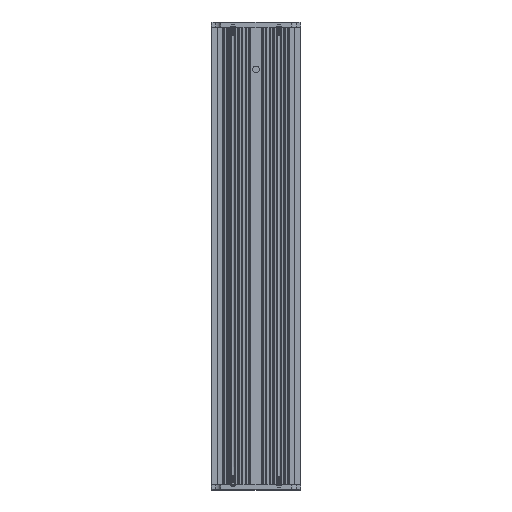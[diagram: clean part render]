
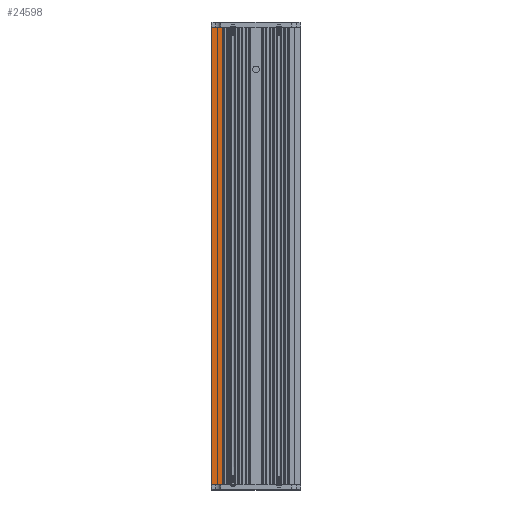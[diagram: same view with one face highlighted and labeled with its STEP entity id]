
A CAD part, front view. The second image highlights one B-rep face of the part: STEP entity #24598.
In plain terms, the highlighted planar face has unit normal (0, -1, 0).
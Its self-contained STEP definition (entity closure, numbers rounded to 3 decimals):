
#1557=LINE('',#45332,#3551);
#2011=LINE('',#47684,#4005);
#2184=LINE('',#48615,#4178);
#2186=LINE('',#48618,#4180);
#3551=VECTOR('',#29950,7.271);
#4005=VECTOR('',#31958,7.271);
#4178=VECTOR('',#32757,306.);
#4180=VECTOR('',#32761,306.);
#5444=FACE_OUTER_BOUND('',#6757,.T.);
#6757=EDGE_LOOP('',(#18739,#18740,#18741,#18742));
#9962=VERTEX_POINT('',#45329);
#9963=VERTEX_POINT('',#45331);
#11083=VERTEX_POINT('',#47681);
#11084=VERTEX_POINT('',#47683);
#12633=EDGE_CURVE('',#9962,#9963,#1557,.T.);
#13802=EDGE_CURVE('',#11083,#11084,#2011,.T.);
#14269=EDGE_CURVE('',#11084,#9962,#2184,.T.);
#14271=EDGE_CURVE('',#11083,#9963,#2186,.T.);
#18739=ORIENTED_EDGE('',*,*,#14269,.F.);
#18740=ORIENTED_EDGE('',*,*,#13802,.F.);
#18741=ORIENTED_EDGE('',*,*,#14271,.T.);
#18742=ORIENTED_EDGE('',*,*,#12633,.F.);
#22662=PLANE('',#27271);
#24598=ADVANCED_FACE('',(#5444),#22662,.T.);
#27271=AXIS2_PLACEMENT_3D('',#48617,#32759,#32760);
#29950=DIRECTION('',(1.,0.,0.));
#31958=DIRECTION('',(-1.,0.,0.));
#32757=DIRECTION('',(0.,0.,1.));
#32759=DIRECTION('center_axis',(0.,-1.,0.));
#32760=DIRECTION('ref_axis',(1.,0.,0.));
#32761=DIRECTION('',(0.,0.,1.));
#45329=CARTESIAN_POINT('',(-29.5,-20.,153.));
#45331=CARTESIAN_POINT('',(-22.229,-20.,153.));
#45332=CARTESIAN_POINT('',(-29.5,-20.,153.));
#47681=CARTESIAN_POINT('',(-22.229,-20.,-153.));
#47683=CARTESIAN_POINT('',(-29.5,-20.,-153.));
#47684=CARTESIAN_POINT('',(-22.229,-20.,-153.));
#48615=CARTESIAN_POINT('',(-29.5,-20.,-153.));
#48617=CARTESIAN_POINT('Origin',(-30.,-20.,0.));
#48618=CARTESIAN_POINT('',(-22.229,-20.,-153.));
